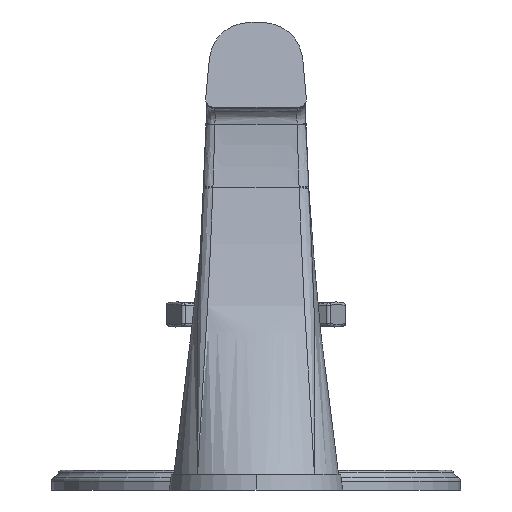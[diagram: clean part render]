
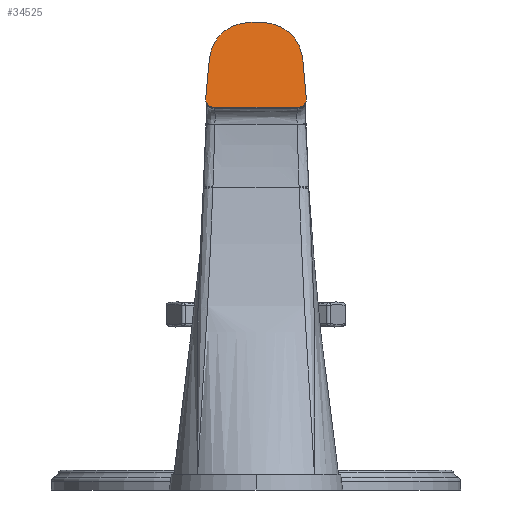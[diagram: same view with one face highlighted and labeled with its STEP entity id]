
A CAD part, front view. The second image highlights one B-rep face of the part: STEP entity #34525.
In plain terms, the highlighted planar face has unit normal (0, -0.985, 0.174).
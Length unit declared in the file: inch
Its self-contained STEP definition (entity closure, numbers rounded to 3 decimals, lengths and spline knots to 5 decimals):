
#33314=CARTESIAN_POINT('',(0.79793,-8.62768,
6.20833));
#33315=CARTESIAN_POINT('',(0.79196,-8.61571,
6.27621));
#33316=CARTESIAN_POINT('',(0.77996,-8.59267,
6.40689));
#33317=CARTESIAN_POINT('',(0.76368,-8.56127,
6.58497));
#33318=CARTESIAN_POINT('',(0.75422,-8.54144,
6.69743));
#33319=CARTESIAN_POINT('',(0.75,-8.53188,6.75164));
#33329=CARTESIAN_POINT('',(-0.75,-8.53188,6.75164));
#33330=CARTESIAN_POINT('',(-0.74806,-8.52578,
6.78626));
#33331=CARTESIAN_POINT('',(-0.74132,-8.51431,6.85131));
#33332=CARTESIAN_POINT('',(-0.72442,-8.49947,
6.93547));
#33333=CARTESIAN_POINT('',(-0.70191,-8.48648,
7.00912));
#33334=CARTESIAN_POINT('',(-0.67473,-8.4751,
7.07365));
#33335=CARTESIAN_POINT('',(-0.64301,-8.46495,
7.13122));
#33336=CARTESIAN_POINT('',(-0.60716,-8.45592,
7.18243));
#33337=CARTESIAN_POINT('',(-0.56672,-8.44778,
7.22862));
#33338=CARTESIAN_POINT('',(-0.52173,-8.44048,
7.26999));
#33339=CARTESIAN_POINT('',(-0.47116,-8.4339,
7.30733));
#33340=CARTESIAN_POINT('',(-0.4145,-8.42805,
7.34053));
#33341=CARTESIAN_POINT('',(-0.35042,-8.42292,
7.36963));
#33342=CARTESIAN_POINT('',(-0.27892,-8.41866,
7.39379));
#33343=CARTESIAN_POINT('',(-0.19759,-8.41529,
7.41289));
#33344=CARTESIAN_POINT('',(-0.10284,-8.41301,
7.42579));
#33345=CARTESIAN_POINT('',(0.,-8.41224,
7.43014));
#33346=CARTESIAN_POINT('',(0.10285,-8.41301,
7.42579));
#33347=CARTESIAN_POINT('',(0.1976,-8.41529,
7.41289));
#33348=CARTESIAN_POINT('',(0.27892,-8.41865,
7.39379));
#33349=CARTESIAN_POINT('',(0.35043,-8.42292,
7.36963));
#33350=CARTESIAN_POINT('',(0.4145,-8.42805,
7.34053));
#33351=CARTESIAN_POINT('',(0.47116,-8.4339,
7.30733));
#33352=CARTESIAN_POINT('',(0.52173,-8.44048,
7.26999));
#33353=CARTESIAN_POINT('',(0.56672,-8.44778,
7.22863));
#33354=CARTESIAN_POINT('',(0.60716,-8.45592,
7.18243));
#33355=CARTESIAN_POINT('',(0.64301,-8.46495,
7.13122));
#33356=CARTESIAN_POINT('',(0.67473,-8.4751,
7.07366));
#33357=CARTESIAN_POINT('',(0.70191,-8.48648,
7.00913));
#33358=CARTESIAN_POINT('',(0.72442,-8.49947,
6.93547));
#33359=CARTESIAN_POINT('',(0.74132,-8.51431,
6.85131));
#33360=CARTESIAN_POINT('',(0.74806,-8.52578,
6.78626));
#33361=CARTESIAN_POINT('',(0.75,-8.53188,6.75164));
#33371=CARTESIAN_POINT('',(-0.79793,-8.62768,
6.20833));
#33372=CARTESIAN_POINT('',(-0.79196,-8.61571,
6.27621));
#33373=CARTESIAN_POINT('',(-0.77996,-8.59267,
6.40689));
#33374=CARTESIAN_POINT('',(-0.76368,-8.56127,
6.58497));
#33375=CARTESIAN_POINT('',(-0.75422,-8.54144,
6.69743));
#33376=CARTESIAN_POINT('',(-0.75,-8.53188,6.75164));
#33386=CARTESIAN_POINT('',(-0.79793,-8.62768,
6.20833));
#33387=CARTESIAN_POINT('',(-0.79848,-8.62878,
6.2021));
#33388=CARTESIAN_POINT('',(-0.79861,-8.63096,
6.18974));
#33389=CARTESIAN_POINT('',(-0.79599,-8.63419,
6.17141));
#33390=CARTESIAN_POINT('',(-0.79057,-8.63734,
6.15356));
#33391=CARTESIAN_POINT('',(-0.78253,-8.64029,
6.13681));
#33392=CARTESIAN_POINT('',(-0.77196,-8.64302,
6.12133));
#33393=CARTESIAN_POINT('',(-0.75921,-8.64543,
6.10766));
#33394=CARTESIAN_POINT('',(-0.74441,-8.6475,
6.09594));
#33395=CARTESIAN_POINT('',(-0.72807,-8.64915,
6.08658));
#33396=CARTESIAN_POINT('',(-0.71038,-8.65036,
6.0797));
#33397=CARTESIAN_POINT('',(-0.69186,-8.6511,
6.07552));
#33398=CARTESIAN_POINT('',(-0.67928,-8.65127,
6.07458));
#33399=CARTESIAN_POINT('',(-0.67291,-8.65127,
6.07458));
#33420=DIRECTION('',(-1.,0.,0.));
#33421=VECTOR('',#33420,1.34581);
#33422=CARTESIAN_POINT('',(0.67291,-8.65127,
6.07458));
#33423=LINE('',#33422,#33421);
#33424=CARTESIAN_POINT('',(0.67291,-8.65127,
6.07458));
#33425=CARTESIAN_POINT('',(0.67928,-8.65127,
6.07458));
#33426=CARTESIAN_POINT('',(0.69186,-8.6511,
6.07552));
#33427=CARTESIAN_POINT('',(0.71038,-8.65036,
6.0797));
#33428=CARTESIAN_POINT('',(0.72807,-8.64915,
6.08658));
#33429=CARTESIAN_POINT('',(0.74441,-8.6475,
6.09594));
#33430=CARTESIAN_POINT('',(0.75921,-8.64543,
6.10766));
#33431=CARTESIAN_POINT('',(0.77196,-8.64302,
6.12133));
#33432=CARTESIAN_POINT('',(0.78253,-8.64029,
6.13681));
#33433=CARTESIAN_POINT('',(0.79057,-8.63734,
6.15356));
#33434=CARTESIAN_POINT('',(0.79599,-8.63419,
6.17141));
#33435=CARTESIAN_POINT('',(0.79861,-8.63096,
6.18974));
#33436=CARTESIAN_POINT('',(0.79848,-8.62878,
6.2021));
#33437=CARTESIAN_POINT('',(0.79793,-8.62768,
6.20833));
#34074=VERTEX_POINT('',#33329);
#34075=VERTEX_POINT('',#33361);
#34076=CARTESIAN_POINT('',(0.67291,-8.65127,
6.07458));
#34077=CARTESIAN_POINT('',(-0.67291,-8.65127,
6.07458));
#34078=VERTEX_POINT('',#34076);
#34079=VERTEX_POINT('',#34077);
#34080=VERTEX_POINT('',#33437);
#34081=VERTEX_POINT('',#33386);
#34507=CARTESIAN_POINT('',(0.76231,-8.65127,
6.07458));
#34508=DIRECTION('',(0.,-0.985,0.174));
#34509=DIRECTION('',(0.,0.174,0.985));
#34510=AXIS2_PLACEMENT_3D('',#34507,#34508,#34509);
#34511=PLANE('',#34510);
#34513=ORIENTED_EDGE('',*,*,#34512,.T.);
#34514=ORIENTED_EDGE('',*,*,#34484,.F.);
#34516=ORIENTED_EDGE('',*,*,#34515,.F.);
#34518=ORIENTED_EDGE('',*,*,#34517,.T.);
#34520=ORIENTED_EDGE('',*,*,#34519,.F.);
#34522=ORIENTED_EDGE('',*,*,#34521,.T.);
#34523=EDGE_LOOP('',(#34513,#34514,#34516,#34518,#34520,#34522));
#34524=FACE_OUTER_BOUND('',#34523,.F.);
#34525=ADVANCED_FACE('',(#34524),#34511,.T.);
#33320=B_SPLINE_CURVE_WITH_KNOTS('',3,(#33314,#33315,#33316,#33317,#33318,
#33319),.UNSPECIFIED.,.F.,.F.,(4,1,1,4),(0.,0.33333,
0.66667,1.),.UNSPECIFIED.);
#33362=B_SPLINE_CURVE_WITH_KNOTS('',3,(#33329,#33330,#33331,#33332,#33333,
#33334,#33335,#33336,#33337,#33338,#33339,#33340,#33341,#33342,#33343,#33344,
#33345,#33346,#33347,#33348,#33349,#33350,#33351,#33352,#33353,#33354,#33355,
#33356,#33357,#33358,#33359,#33360,#33361),.UNSPECIFIED.,.F.,.F.,(4,1,1,1,1,1,1,
1,1,1,1,1,1,1,1,1,1,1,1,1,1,1,1,1,1,1,1,1,1,1,4),(0.,0.03333,
0.06667,0.1,0.13333,0.16667,0.2,
0.23333,0.26667,0.3,0.33333,0.36667,
0.4,0.43333,0.46667,0.5,0.53333,
0.56667,0.6,0.63333,0.66667,0.7,
0.73333,0.76667,0.8,0.83333,0.86667,
0.9,0.93333,0.96667,1.),.UNSPECIFIED.);
#33377=B_SPLINE_CURVE_WITH_KNOTS('',3,(#33371,#33372,#33373,#33374,#33375,
#33376),.UNSPECIFIED.,.F.,.F.,(4,1,1,4),(0.,0.33333,
0.66667,1.),.UNSPECIFIED.);
#33400=B_SPLINE_CURVE_WITH_KNOTS('',3,(#33386,#33387,#33388,#33389,#33390,
#33391,#33392,#33393,#33394,#33395,#33396,#33397,#33398,#33399),.UNSPECIFIED.,
.F.,.F.,(4,1,1,1,1,1,1,1,1,1,1,4),(0.,0.09091,0.18182,
0.27273,0.36364,0.45455,0.54545,
0.63636,0.72727,0.81818,0.90909,1.),
.UNSPECIFIED.);
#33438=B_SPLINE_CURVE_WITH_KNOTS('',3,(#33424,#33425,#33426,#33427,#33428,
#33429,#33430,#33431,#33432,#33433,#33434,#33435,#33436,#33437),.UNSPECIFIED.,
.F.,.F.,(4,1,1,1,1,1,1,1,1,1,1,4),(0.,0.09091,0.18182,
0.27273,0.36364,0.45455,0.54545,
0.63636,0.72727,0.81818,0.90909,1.),
.UNSPECIFIED.);
#34484=EDGE_CURVE('',#34080,#34075,#33320,.T.);
#34512=EDGE_CURVE('',#34074,#34075,#33362,.T.);
#34515=EDGE_CURVE('',#34078,#34080,#33438,.T.);
#34517=EDGE_CURVE('',#34078,#34079,#33423,.T.);
#34519=EDGE_CURVE('',#34081,#34079,#33400,.T.);
#34521=EDGE_CURVE('',#34081,#34074,#33377,.T.);
